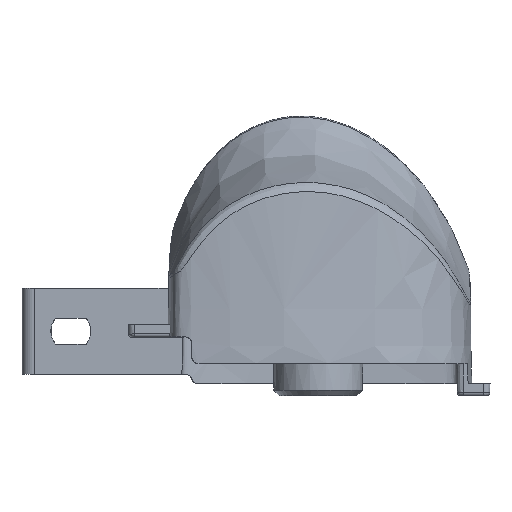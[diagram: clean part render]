
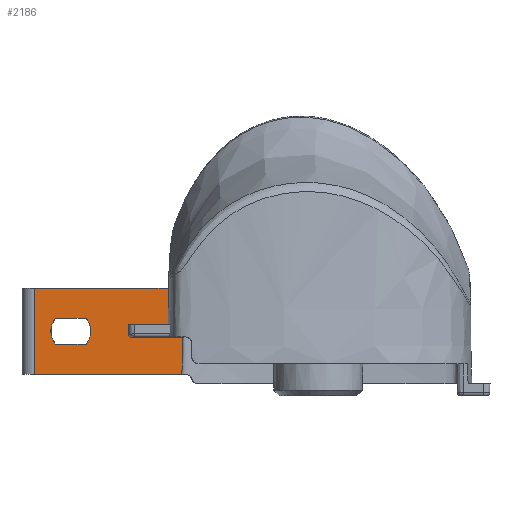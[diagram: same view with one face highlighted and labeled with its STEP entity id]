
A CAD part, top view. The second image highlights one B-rep face of the part: STEP entity #2186.
In plain terms, the highlighted planar face has unit normal (0, 0, 1).
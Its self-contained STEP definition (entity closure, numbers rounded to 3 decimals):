
#20=FACE_BOUND('',#427,.T.);
#102=CIRCLE('',#2331,0.25);
#105=CIRCLE('',#2346,1.625);
#106=CIRCLE('',#2347,1.625);
#236=PLANE('',#2345);
#308=FACE_OUTER_BOUND('',#426,.T.);
#426=EDGE_LOOP('',(#1671,#1672,#1673,#1674,#1675,#1676,#1677,#1678,#1679));
#427=EDGE_LOOP('',(#1680,#1681,#1682,#1683));
#508=LINE('',#2920,#586);
#548=LINE('',#3572,#626);
#552=LINE('',#5079,#630);
#557=LINE('',#5257,#635);
#558=LINE('',#5264,#636);
#559=LINE('',#5265,#637);
#560=LINE('',#5270,#638);
#561=LINE('',#5273,#639);
#586=VECTOR('',#2454,10.);
#626=VECTOR('',#2618,10.);
#630=VECTOR('',#2628,10.);
#635=VECTOR('',#2641,10.);
#636=VECTOR('',#2642,10.);
#637=VECTOR('',#2643,10.);
#638=VECTOR('',#2646,10.);
#639=VECTOR('',#2649,10.);
#686=B_SPLINE_CURVE_WITH_KNOTS('',3,(#4153,#4154,#4155,#4156),
 .UNSPECIFIED.,.F.,.F.,(4,4),(-0.35,-0.05),
 .UNSPECIFIED.);
#727=B_SPLINE_CURVE_WITH_KNOTS('',3,(#5259,#5260,#5261,#5262),
 .UNSPECIFIED.,.F.,.F.,(4,4),(-0.35,-0.05),
 .UNSPECIFIED.);
#811=VERTEX_POINT('',#2917);
#812=VERTEX_POINT('',#2919);
#906=VERTEX_POINT('',#3508);
#912=VERTEX_POINT('',#3570);
#917=VERTEX_POINT('',#4152);
#948=VERTEX_POINT('',#5078);
#955=VERTEX_POINT('',#5256);
#956=VERTEX_POINT('',#5258);
#957=VERTEX_POINT('',#5263);
#958=VERTEX_POINT('',#5266);
#959=VERTEX_POINT('',#5267);
#960=VERTEX_POINT('',#5269);
#961=VERTEX_POINT('',#5271);
#1059=EDGE_CURVE('',#812,#811,#508,.T.);
#1177=EDGE_CURVE('',#811,#906,#102,.F.);
#1188=EDGE_CURVE('',#906,#912,#548,.T.);
#1193=EDGE_CURVE('',#917,#812,#686,.T.);
#1229=EDGE_CURVE('',#917,#948,#552,.T.);
#1241=EDGE_CURVE('',#912,#955,#557,.T.);
#1242=EDGE_CURVE('',#955,#956,#727,.T.);
#1243=EDGE_CURVE('',#957,#956,#558,.T.);
#1244=EDGE_CURVE('',#957,#948,#559,.T.);
#1245=EDGE_CURVE('',#958,#959,#105,.T.);
#1246=EDGE_CURVE('',#960,#958,#560,.T.);
#1247=EDGE_CURVE('',#961,#960,#106,.T.);
#1248=EDGE_CURVE('',#959,#961,#561,.T.);
#1671=ORIENTED_EDGE('',*,*,#1229,.F.);
#1672=ORIENTED_EDGE('',*,*,#1193,.T.);
#1673=ORIENTED_EDGE('',*,*,#1059,.T.);
#1674=ORIENTED_EDGE('',*,*,#1177,.T.);
#1675=ORIENTED_EDGE('',*,*,#1188,.T.);
#1676=ORIENTED_EDGE('',*,*,#1241,.T.);
#1677=ORIENTED_EDGE('',*,*,#1242,.T.);
#1678=ORIENTED_EDGE('',*,*,#1243,.F.);
#1679=ORIENTED_EDGE('',*,*,#1244,.T.);
#1680=ORIENTED_EDGE('',*,*,#1245,.F.);
#1681=ORIENTED_EDGE('',*,*,#1246,.F.);
#1682=ORIENTED_EDGE('',*,*,#1247,.F.);
#1683=ORIENTED_EDGE('',*,*,#1248,.F.);
#2186=ADVANCED_FACE('',(#308,#20),#236,.T.);
#2331=AXIS2_PLACEMENT_3D('',#3510,#2597,#2598);
#2345=AXIS2_PLACEMENT_3D('',#5255,#2639,#2640);
#2346=AXIS2_PLACEMENT_3D('',#5268,#2644,#2645);
#2347=AXIS2_PLACEMENT_3D('',#5272,#2647,#2648);
#2454=DIRECTION('',(-1.,0.,0.));
#2597=DIRECTION('center_axis',(0.,0.,1.));
#2598=DIRECTION('ref_axis',(-0.701,-0.713,0.));
#2618=DIRECTION('',(-0.017,1.,0.));
#2628=DIRECTION('',(-1.,0.,0.));
#2639=DIRECTION('center_axis',(0.,0.,1.));
#2640=DIRECTION('ref_axis',(-1.,0.,0.));
#2641=DIRECTION('',(1.,0.,0.));
#2642=DIRECTION('',(1.,0.,0.));
#2643=DIRECTION('',(0.,-1.,0.));
#2644=DIRECTION('center_axis',(0.,0.,1.));
#2645=DIRECTION('ref_axis',(-1.,0.,0.));
#2646=DIRECTION('',(-1.,0.,0.));
#2647=DIRECTION('center_axis',(0.,0.,1.));
#2648=DIRECTION('ref_axis',(-1.,0.,0.));
#2649=DIRECTION('',(1.,0.,0.));
#2917=CARTESIAN_POINT('',(81.645,28.7,-11.472));
#2919=CARTESIAN_POINT('',(85.764,28.7,-11.472));
#2920=CARTESIAN_POINT('',(82.858,28.7,-11.472));
#3508=CARTESIAN_POINT('',(81.395,28.946,-11.472));
#3510=CARTESIAN_POINT('Origin',(81.645,28.95,-11.472));
#3570=CARTESIAN_POINT('',(81.382,29.7,-11.472));
#3572=CARTESIAN_POINT('',(81.386,29.463,-11.472));
#4152=CARTESIAN_POINT('',(85.725,25.7,-11.472));
#4153=CARTESIAN_POINT('Ctrl Pts',(85.725,25.7,-11.472));
#4154=CARTESIAN_POINT('Ctrl Pts',(85.738,26.7,-11.472));
#4155=CARTESIAN_POINT('Ctrl Pts',(85.751,27.7,-11.472));
#4156=CARTESIAN_POINT('Ctrl Pts',(85.764,28.7,-11.472));
#5078=CARTESIAN_POINT('',(73.732,25.7,-11.472));
#5079=CARTESIAN_POINT('',(72.732,25.7,-11.472));
#5255=CARTESIAN_POINT('Origin',(79.87,29.2,-11.472));
#5256=CARTESIAN_POINT('',(84.803,29.7,-11.472));
#5257=CARTESIAN_POINT('',(82.858,29.7,-11.472));
#5258=CARTESIAN_POINT('',(84.842,32.7,-11.472));
#5259=CARTESIAN_POINT('Ctrl Pts',(84.803,29.7,-11.472));
#5260=CARTESIAN_POINT('Ctrl Pts',(84.816,30.7,-11.472));
#5261=CARTESIAN_POINT('Ctrl Pts',(84.829,31.7,-11.472));
#5262=CARTESIAN_POINT('Ctrl Pts',(84.842,32.7,-11.472));
#5263=CARTESIAN_POINT('',(73.732,32.7,-11.472));
#5264=CARTESIAN_POINT('',(72.732,32.7,-11.472));
#5265=CARTESIAN_POINT('',(73.732,27.45,-11.472));
#5266=CARTESIAN_POINT('',(75.476,30.26,-11.472));
#5267=CARTESIAN_POINT('',(75.476,28.14,-11.472));
#5268=CARTESIAN_POINT('Origin',(76.707,29.2,-11.472));
#5269=CARTESIAN_POINT('',(77.939,30.26,-11.472));
#5270=CARTESIAN_POINT('',(75.476,30.26,-11.472));
#5271=CARTESIAN_POINT('',(77.939,28.14,-11.472));
#5272=CARTESIAN_POINT('Origin',(76.707,29.2,-11.472));
#5273=CARTESIAN_POINT('',(75.476,28.14,-11.472));
